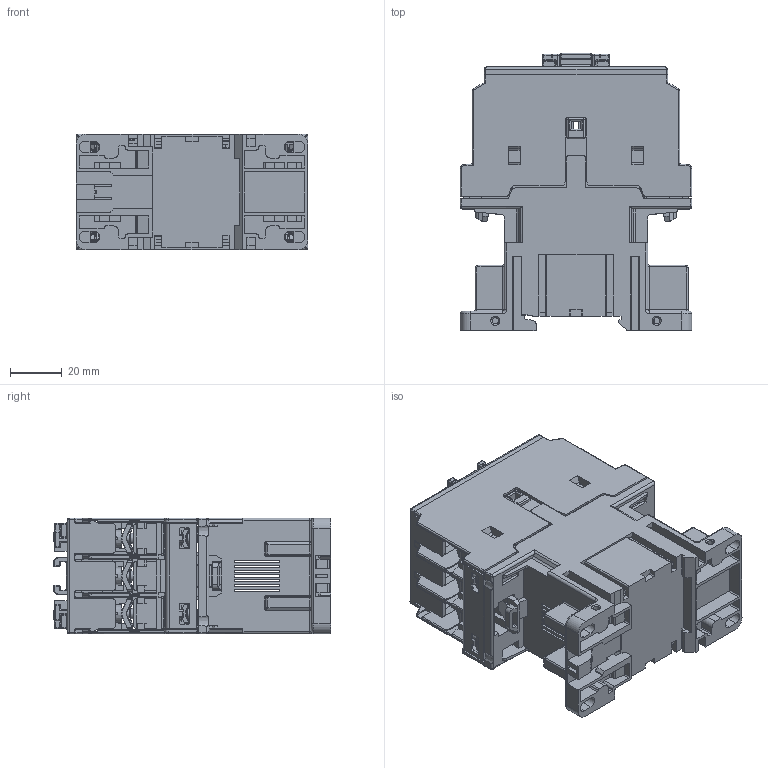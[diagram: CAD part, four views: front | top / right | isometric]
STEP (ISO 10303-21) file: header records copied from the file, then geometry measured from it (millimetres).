
FILE_DESCRIPTION(/* description */ (''),/* implementation_level */ '2;1');
FILE_NAME(/* name */ 'FILE_STP_CAD_DRAWING_3d_BF26_38_D_L_prt.stp',/* time_stamp */ '2022-01-25T14:35:52+01:00',/* author */ (''),/* organization */ (''),/* preprocessor_version */ 'ST-DEVELOPER v16.7',/* originating_system */ 'SIEMENS PLM Software NX 12.0',/* authorisation */ '');
FILE_SCHEMA (('AUTOMOTIVE_DESIGN { 1 0 10303 214 3 1 1 1 }'));
Products named in the file (1): 3d_BF26_38_D_L
Bounding box: 90 x 107.6 x 45 mm (x, y, z)
Surface area: 105629.9 mm2 (no closed solid volume)
Topology: 0 solids, 29 shells, 4591 faces, 15125 edges, 10178 vertices
Faces by surface type: plane 2319, cylinder 1418, bspline 442, torus 198, cone 167, sphere 47
Full cylindrical faces by diameter (mm): 2.4 x3, 2.5 x4, 2.85 x3, 3 x5, 3.2 x6, 3.4 x3, 3.48 x3, 3.54 x3, 4 x12, 4.02 x6, 4.4 x2, 6.2 x4, 7.5 x6
Entity records: 195959 total; most frequent: CARTESIAN_POINT 67458, ORIENTED_EDGE 26210, DIRECTION 25506, EDGE_CURVE 14882, VERTEX_POINT 10145, LINE 9862, VECTOR 9862, AXIS2_PLACEMENT_3D 7822
